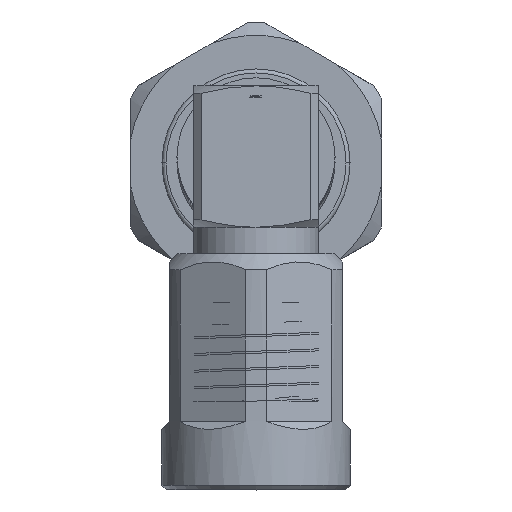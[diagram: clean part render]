
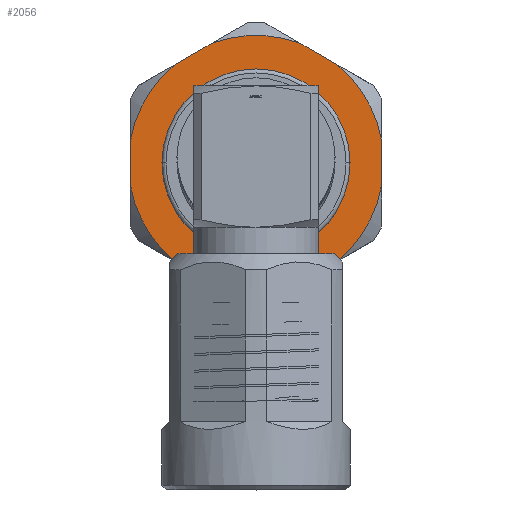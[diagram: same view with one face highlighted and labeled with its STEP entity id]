
A CAD part, top view. The second image highlights one B-rep face of the part: STEP entity #2056.
In plain terms, the highlighted face is planar.
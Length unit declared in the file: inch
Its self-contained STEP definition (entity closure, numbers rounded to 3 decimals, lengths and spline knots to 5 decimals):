
#2056 = ADVANCED_FACE ( 'NONE', ( #116575, #33766 ), #27845, .T. ) ;
#2590 = CIRCLE ( 'NONE', #108471, 0.31971 ) ;
#2954 = CARTESIAN_POINT ( 'NONE',  ( 1.0111, 0., 0. ) ) ;
#3680 = ORIENTED_EDGE ( 'NONE', *, *, #89650, .T. ) ;
#11038 = ORIENTED_EDGE ( 'NONE', *, *, #110047, .T. ) ;
#11106 = ORIENTED_EDGE ( 'NONE', *, *, #47879, .T. ) ;
#11230 = CIRCLE ( 'NONE', #63120, 0.31971 ) ;
#12242 = VERTEX_POINT ( 'NONE', #128768 ) ;
#12807 = AXIS2_PLACEMENT_3D ( 'NONE', #2954, #13140, #130097 ) ;
#13140 = DIRECTION ( 'NONE',  ( 1., 0., 0. ) ) ;
#13768 = CARTESIAN_POINT ( 'NONE',  ( 1.0111, -0.0549, 0.31496 ) ) ;
#15350 = ORIENTED_EDGE ( 'NONE', *, *, #137311, .T. ) ;
#15590 = CIRCLE ( 'NONE', #29860, 0.23549 ) ;
#18340 = EDGE_LOOP ( 'NONE', ( #136920, #92079 ) ) ;
#18651 = LINE ( 'NONE', #52955, #50104 ) ;
#19603 = DIRECTION ( 'NONE',  ( 1., 0., 0. ) ) ;
#20638 = EDGE_CURVE ( 'NONE', #122155, #61459, #79429, .T. ) ;
#20664 = DIRECTION ( 'NONE',  ( 1., 0., 0. ) ) ;
#24711 = VECTOR ( 'NONE', #33619, 39.37008 ) ;
#27845 = PLANE ( 'NONE',  #66704 ) ;
#29204 = VERTEX_POINT ( 'NONE', #62715 ) ;
#29860 = AXIS2_PLACEMENT_3D ( 'NONE', #135816, #20664, #42392 ) ;
#30230 = DIRECTION ( 'NONE',  ( 0., 0., -1. ) ) ;
#31764 = CARTESIAN_POINT ( 'NONE',  ( 1.0111, 0.24531, 0.20502 ) ) ;
#33619 = DIRECTION ( 'NONE',  ( 0., -0.5, -0.866 ) ) ;
#33744 = CARTESIAN_POINT ( 'NONE',  ( 1.0111, 0.30021, 0.10994 ) ) ;
#33766 = FACE_OUTER_BOUND ( 'NONE', #79647, .T. ) ;
#37380 = CARTESIAN_POINT ( 'NONE',  ( 1.0111, -0.24531, 0.20502 ) ) ;
#37601 = ORIENTED_EDGE ( 'NONE', *, *, #39162, .T. ) ;
#38223 = CARTESIAN_POINT ( 'NONE',  ( 1.0111, -0.30021, -0.10994 ) ) ;
#39162 = EDGE_CURVE ( 'NONE', #125614, #29204, #11230, .T. ) ;
#39431 = DIRECTION ( 'NONE',  ( 1., 0., 0. ) ) ;
#42392 = DIRECTION ( 'NONE',  ( 0., 0., -1. ) ) ;
#44173 = VERTEX_POINT ( 'NONE', #37380 ) ;
#45104 = VERTEX_POINT ( 'NONE', #136034 ) ;
#46035 = CARTESIAN_POINT ( 'NONE',  ( 1.0111, -0.19284, 0.29592 ) ) ;
#46977 = EDGE_CURVE ( 'NONE', #132932, #12242, #82122, .T. ) ;
#47294 = DIRECTION ( 'NONE',  ( 0., 0., -1. ) ) ;
#47879 = EDGE_CURVE ( 'NONE', #101565, #48029, #2590, .T. ) ;
#48029 = VERTEX_POINT ( 'NONE', #38223 ) ;
#49058 = EDGE_CURVE ( 'NONE', #61459, #125614, #105209, .T. ) ;
#50104 = VECTOR ( 'NONE', #93224, 39.37008 ) ;
#51301 = CARTESIAN_POINT ( 'NONE',  ( 1.0111, -0.24531, -0.20502 ) ) ;
#51425 = DIRECTION ( 'NONE',  ( 0., 0., -1. ) ) ;
#52955 = CARTESIAN_POINT ( 'NONE',  ( 1.0111, 0.31971, -0.31496 ) ) ;
#55664 = ORIENTED_EDGE ( 'NONE', *, *, #46977, .T. ) ;
#56880 = EDGE_CURVE ( 'NONE', #48029, #132932, #81954, .T. ) ;
#57782 = DIRECTION ( 'NONE',  ( 1., 0., 0. ) ) ;
#58013 = ORIENTED_EDGE ( 'NONE', *, *, #49058, .T. ) ;
#58104 = VERTEX_POINT ( 'NONE', #76545 ) ;
#60320 = CARTESIAN_POINT ( 'NONE',  ( 1.0111, 0., 0. ) ) ;
#61278 = CARTESIAN_POINT ( 'NONE',  ( 1.0111, 0., -0.23549 ) ) ;
#61459 = VERTEX_POINT ( 'NONE', #33744 ) ;
#61791 = AXIS2_PLACEMENT_3D ( 'NONE', #129125, #118082, #76437 ) ;
#62046 = EDGE_CURVE ( 'NONE', #110948, #58104, #15590, .T. ) ;
#62715 = CARTESIAN_POINT ( 'NONE',  ( 1.0111, 0.0549, 0.31496 ) ) ;
#63120 = AXIS2_PLACEMENT_3D ( 'NONE', #125846, #39431, #51425 ) ;
#66704 = AXIS2_PLACEMENT_3D ( 'NONE', #101378, #132804, #47294 ) ;
#67717 = EDGE_CURVE ( 'NONE', #58104, #110948, #91509, .T. ) ;
#68791 = EDGE_CURVE ( 'NONE', #12242, #72233, #18651, .T. ) ;
#70543 = CIRCLE ( 'NONE', #61791, 0.31971 ) ;
#72233 = VERTEX_POINT ( 'NONE', #91368 ) ;
#72728 = CARTESIAN_POINT ( 'NONE',  ( 1.0111, 0., 0. ) ) ;
#74288 = LINE ( 'NONE', #102188, #137146 ) ;
#76328 = VECTOR ( 'NONE', #126269, 39.37008 ) ;
#76437 = DIRECTION ( 'NONE',  ( 0., 0., -1. ) ) ;
#76545 = CARTESIAN_POINT ( 'NONE',  ( 1.0111, 0., 0.23549 ) ) ;
#77049 = VECTOR ( 'NONE', #102445, 39.37008 ) ;
#77908 = LINE ( 'NONE', #125342, #76328 ) ;
#77949 = ORIENTED_EDGE ( 'NONE', *, *, #68791, .T. ) ;
#79429 = CIRCLE ( 'NONE', #131701, 0.31971 ) ;
#79647 = EDGE_LOOP ( 'NONE', ( #79874, #3680, #85583, #58013, #37601, #120829, #11038, #15350, #11106, #113114, #55664, #77949 ) ) ;
#79874 = ORIENTED_EDGE ( 'NONE', *, *, #91556, .T. ) ;
#81669 = CARTESIAN_POINT ( 'NONE',  ( 1.0111, 0., 0. ) ) ;
#81954 = LINE ( 'NONE', #133960, #106770 ) ;
#82122 = CIRCLE ( 'NONE', #122635, 0.31971 ) ;
#82356 = CARTESIAN_POINT ( 'NONE',  ( 1.0111, -0.30021, 0.10994 ) ) ;
#83352 = DIRECTION ( 'NONE',  ( 0., 0., -1. ) ) ;
#85583 = ORIENTED_EDGE ( 'NONE', *, *, #20638, .T. ) ;
#89650 = EDGE_CURVE ( 'NONE', #45104, #122155, #74288, .T. ) ;
#91368 = CARTESIAN_POINT ( 'NONE',  ( 1.0111, 0.0549, -0.31496 ) ) ;
#91382 = CARTESIAN_POINT ( 'NONE',  ( 1.0111, 0.35269, 0.01904 ) ) ;
#91509 = CIRCLE ( 'NONE', #101767, 0.23549 ) ;
#91556 = EDGE_CURVE ( 'NONE', #72233, #45104, #97335, .T. ) ;
#92079 = ORIENTED_EDGE ( 'NONE', *, *, #67717, .F. ) ;
#92289 = DIRECTION ( 'NONE',  ( 0., 0., -1. ) ) ;
#93224 = DIRECTION ( 'NONE',  ( 0., 1., 0. ) ) ;
#97335 = CIRCLE ( 'NONE', #12807, 0.31971 ) ;
#101378 = CARTESIAN_POINT ( 'NONE',  ( 1.0111, 0.31971, 0. ) ) ;
#101565 = VERTEX_POINT ( 'NONE', #82356 ) ;
#101767 = AXIS2_PLACEMENT_3D ( 'NONE', #72728, #126786, #83352 ) ;
#102188 = CARTESIAN_POINT ( 'NONE',  ( 1.0111, 0.35269, -0.01904 ) ) ;
#102445 = DIRECTION ( 'NONE',  ( 0., -0.5, 0.866 ) ) ;
#105209 = LINE ( 'NONE', #91382, #77049 ) ;
#106770 = VECTOR ( 'NONE', #117276, 39.37008 ) ;
#108471 = AXIS2_PLACEMENT_3D ( 'NONE', #81669, #134370, #92289 ) ;
#110047 = EDGE_CURVE ( 'NONE', #134038, #44173, #70543, .T. ) ;
#110948 = VERTEX_POINT ( 'NONE', #61278 ) ;
#113114 = ORIENTED_EDGE ( 'NONE', *, *, #56880, .T. ) ;
#114726 = CARTESIAN_POINT ( 'NONE',  ( 1.0111, 0.30021, -0.10994 ) ) ;
#116575 = FACE_BOUND ( 'NONE', #18340, .T. ) ;
#117276 = DIRECTION ( 'NONE',  ( 0., 0.5, -0.866 ) ) ;
#118082 = DIRECTION ( 'NONE',  ( 1., 0., 0. ) ) ;
#118411 = EDGE_CURVE ( 'NONE', #29204, #134038, #77908, .T. ) ;
#120669 = CARTESIAN_POINT ( 'NONE',  ( 1.0111, 0., 0. ) ) ;
#120829 = ORIENTED_EDGE ( 'NONE', *, *, #118411, .T. ) ;
#122155 = VERTEX_POINT ( 'NONE', #114726 ) ;
#122635 = AXIS2_PLACEMENT_3D ( 'NONE', #120669, #57782, #131747 ) ;
#125342 = CARTESIAN_POINT ( 'NONE',  ( 1.0111, 0.31971, 0.31496 ) ) ;
#125614 = VERTEX_POINT ( 'NONE', #31764 ) ;
#125846 = CARTESIAN_POINT ( 'NONE',  ( 1.0111, 0., 0. ) ) ;
#126269 = DIRECTION ( 'NONE',  ( 0., -1., 0. ) ) ;
#126786 = DIRECTION ( 'NONE',  ( 1., 0., 0. ) ) ;
#128768 = CARTESIAN_POINT ( 'NONE',  ( 1.0111, -0.0549, -0.31496 ) ) ;
#129125 = CARTESIAN_POINT ( 'NONE',  ( 1.0111, 0., 0. ) ) ;
#130097 = DIRECTION ( 'NONE',  ( 0., 0., -1. ) ) ;
#131701 = AXIS2_PLACEMENT_3D ( 'NONE', #60320, #19603, #30230 ) ;
#131747 = DIRECTION ( 'NONE',  ( 0., 0., -1. ) ) ;
#132752 = DIRECTION ( 'NONE',  ( 0., 0.5, 0.866 ) ) ;
#132804 = DIRECTION ( 'NONE',  ( 1., 0., 0. ) ) ;
#132932 = VERTEX_POINT ( 'NONE', #51301 ) ;
#133960 = CARTESIAN_POINT ( 'NONE',  ( 1.0111, -0.19284, -0.29592 ) ) ;
#134038 = VERTEX_POINT ( 'NONE', #13768 ) ;
#134370 = DIRECTION ( 'NONE',  ( 1., 0., 0. ) ) ;
#135816 = CARTESIAN_POINT ( 'NONE',  ( 1.0111, 0., 0. ) ) ;
#136034 = CARTESIAN_POINT ( 'NONE',  ( 1.0111, 0.24531, -0.20502 ) ) ;
#136920 = ORIENTED_EDGE ( 'NONE', *, *, #62046, .F. ) ;
#137146 = VECTOR ( 'NONE', #132752, 39.37008 ) ;
#137252 = LINE ( 'NONE', #46035, #24711 ) ;
#137311 = EDGE_CURVE ( 'NONE', #44173, #101565, #137252, .T. ) ;
